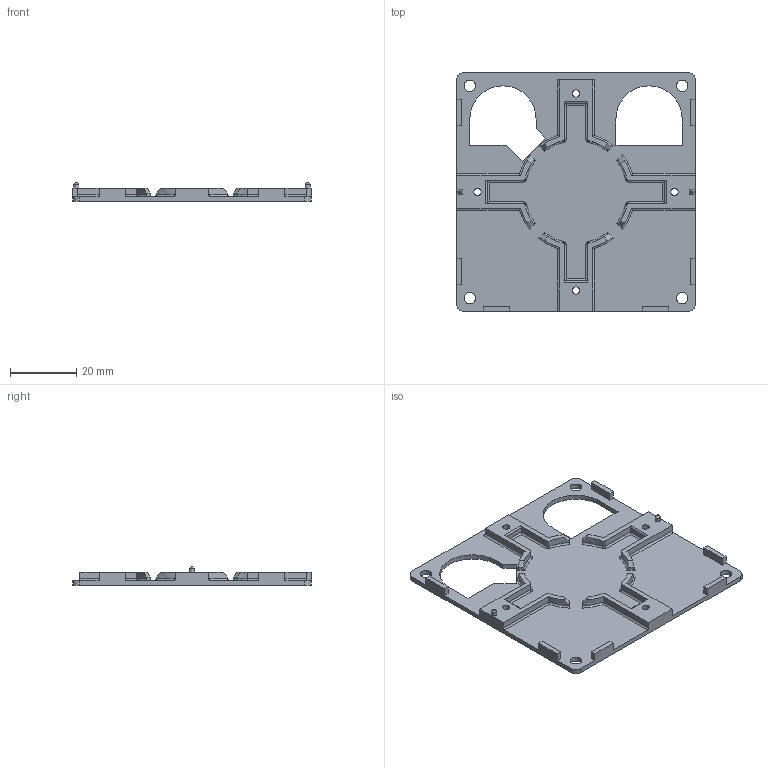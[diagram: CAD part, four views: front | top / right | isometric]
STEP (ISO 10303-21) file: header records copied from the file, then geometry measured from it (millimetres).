
FILE_DESCRIPTION(/* description */ (''),/* implementation_level */ '2;1');
FILE_NAME(/* name */ 'BackPlate.step',/* time_stamp */ '2023-11-23T18:01:11+07:00',/* author */ (''),/* organization */ (''),/* preprocessor_version */ 'ST-DEVELOPER v20',/* originating_system */ 'Autodesk Translation Framework v12.14.0.127',/* authorisation */ '');
FILE_SCHEMA (('AUTOMOTIVE_DESIGN { 1 0 10303 214 3 1 1 }'));
Length unit declared in the file: millimetre
Products named in the file (1): BackPlate
Bounding box: 72.2 x 72.2 x 5.7 mm (x, y, z)
Volume: 8198 mm3; surface area: 11097 mm2
Topology: 1 solids, 1 shells, 224 faces, 587 edges, 372 vertices
Faces by surface type: plane 134, cylinder 64, torus 24, cone 2
Full cylindrical faces by diameter (mm): 1.6 x2, 2.2 x4, 3.5 x4
Entity records: 7109 total; most frequent: CARTESIAN_POINT 1432, DIRECTION 1175, ORIENTED_EDGE 1174, EDGE_CURVE 587, LINE 401, VECTOR 401, AXIS2_PLACEMENT_3D 387, VERTEX_POINT 372
